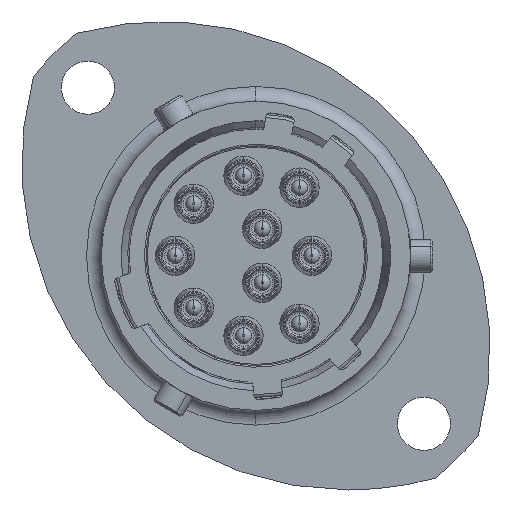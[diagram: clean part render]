
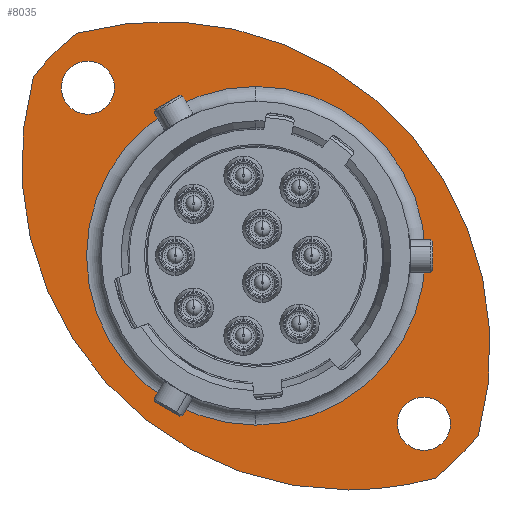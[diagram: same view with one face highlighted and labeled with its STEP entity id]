
A CAD part, left-side view. The second image highlights one B-rep face of the part: STEP entity #8035.
In plain terms, the highlighted planar face has unit normal (-1, 0, 0).
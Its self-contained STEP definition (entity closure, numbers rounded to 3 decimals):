
#367 = CARTESIAN_POINT ( 'NONE',  ( 11.424, -7.344, -8.259 ) ) ;
#395 = CARTESIAN_POINT ( 'NONE',  ( 11.424, 13.232, 12.318 ) ) ;
#634 = DIRECTION ( 'NONE',  ( 0., 0., 1. ) ) ;
#910 = AXIS2_PLACEMENT_3D ( 'NONE', #2084, #18070, #4393 ) ;
#1207 = AXIS2_PLACEMENT_3D ( 'NONE', #23252, #9713, #25531 ) ;
#1299 = DIRECTION ( 'NONE',  ( 0., 0., -1. ) ) ;
#2084 = CARTESIAN_POINT ( 'NONE',  ( 11.424, 13.232, 10.693 ) ) ;
#2975 = CARTESIAN_POINT ( 'NONE',  ( 11.424, -2.713, 6.061 ) ) ;
#3111 = AXIS2_PLACEMENT_3D ( 'NONE', #18858, #5183, #21118 ) ;
#3223 = AXIS2_PLACEMENT_3D ( 'NONE', #18001, #4324, #20289 ) ;
#3467 = PLANE ( 'NONE',  #18860 ) ;
#3916 = EDGE_CURVE ( 'NONE', #25566, #5185, #10515, .T. ) ;
#3933 = EDGE_CURVE ( 'NONE', #5904, #23837, #11237, .T. ) ;
#4324 = DIRECTION ( 'NONE',  ( -1., 0., 0. ) ) ;
#4393 = DIRECTION ( 'NONE',  ( 0., 0., -1. ) ) ;
#4442 = DIRECTION ( 'NONE',  ( -1., 0., 0. ) ) ;
#5183 = DIRECTION ( 'NONE',  ( 1., 0., 0. ) ) ;
#5185 = VERTEX_POINT ( 'NONE', #23752 ) ;
#5302 = DIRECTION ( 'NONE',  ( 0., 0., -1. ) ) ;
#5471 = CARTESIAN_POINT ( 'NONE',  ( 11.424, -8.045, -13.215 ) ) ;
#5597 = FACE_BOUND ( 'NONE', #12022, .T. ) ;
#5904 = VERTEX_POINT ( 'NONE', #17862 ) ;
#5909 = CIRCLE ( 'NONE', #1207, 20. ) ;
#5966 = ORIENTED_EDGE ( 'NONE', *, *, #28549, .T. ) ;
#6260 = CARTESIAN_POINT ( 'NONE',  ( 11.424, 13.934, 14.023 ) ) ;
#6487 = VERTEX_POINT ( 'NONE', #26492 ) ;
#7949 = VERTEX_POINT ( 'NONE', #367 ) ;
#8001 = EDGE_LOOP ( 'NONE', ( #12760, #23250, #22552, #17555, #19069 ) ) ;
#8035 = ADVANCED_FACE ( 'NONE', ( #11687, #23712, #5597, #29033 ), #3467, .F. ) ;
#8256 = CARTESIAN_POINT ( 'NONE',  ( 11.424, -10.675, -10.585 ) ) ;
#8660 = ORIENTED_EDGE ( 'NONE', *, *, #3933, .T. ) ;
#8789 = AXIS2_PLACEMENT_3D ( 'NONE', #18122, #4442, #20403 ) ;
#9258 = DIRECTION ( 'NONE',  ( -1., 0., 0. ) ) ;
#9713 = DIRECTION ( 'NONE',  ( -1., 0., 0. ) ) ;
#10142 = DIRECTION ( 'NONE',  ( 1., 0., 0. ) ) ;
#10303 = ORIENTED_EDGE ( 'NONE', *, *, #25400, .F. ) ;
#10515 = CIRCLE ( 'NONE', #21475, 17.5 ) ;
#10561 = AXIS2_PLACEMENT_3D ( 'NONE', #23686, #10142, #25966 ) ;
#10962 = CIRCLE ( 'NONE', #17796, 1.625 ) ;
#11237 = CIRCLE ( 'NONE', #3111, 10.37 ) ;
#11238 = VERTEX_POINT ( 'NONE', #395 ) ;
#11299 = DIRECTION ( 'NONE',  ( -1., 0., 0. ) ) ;
#11559 = DIRECTION ( 'NONE',  ( -1., 0., 0. ) ) ;
#11687 = FACE_BOUND ( 'NONE', #14886, .T. ) ;
#12022 = EDGE_LOOP ( 'NONE', ( #14347, #10303 ) ) ;
#12395 = AXIS2_PLACEMENT_3D ( 'NONE', #2975, #18982, #5302 ) ;
#12760 = ORIENTED_EDGE ( 'NONE', *, *, #14462, .T. ) ;
#13071 = VERTEX_POINT ( 'NONE', #8256 ) ;
#14228 = VERTEX_POINT ( 'NONE', #15406 ) ;
#14270 = DIRECTION ( 'NONE',  ( -1., 0., 0. ) ) ;
#14347 = ORIENTED_EDGE ( 'NONE', *, *, #28295, .F. ) ;
#14462 = EDGE_CURVE ( 'NONE', #5185, #28122, #16333, .T. ) ;
#14886 = EDGE_LOOP ( 'NONE', ( #8660, #5966 ) ) ;
#14952 = DIRECTION ( 'NONE',  ( 1., 0., 0. ) ) ;
#15406 = CARTESIAN_POINT ( 'NONE',  ( 11.424, 13.232, 9.068 ) ) ;
#15987 = CIRCLE ( 'NONE', #910, 1.625 ) ;
#16210 = CIRCLE ( 'NONE', #17531, 17.5 ) ;
#16333 = CIRCLE ( 'NONE', #8789, 20. ) ;
#16484 = EDGE_CURVE ( 'NONE', #13071, #25566, #5909, .T. ) ;
#16547 = VERTEX_POINT ( 'NONE', #5471 ) ;
#17531 = AXIS2_PLACEMENT_3D ( 'NONE', #24851, #11299, #27140 ) ;
#17555 = ORIENTED_EDGE ( 'NONE', *, *, #16484, .T. ) ;
#17796 = AXIS2_PLACEMENT_3D ( 'NONE', #22842, #9258, #25091 ) ;
#17862 = CARTESIAN_POINT ( 'NONE',  ( 11.424, 2.944, -9.966 ) ) ;
#18001 = CARTESIAN_POINT ( 'NONE',  ( 11.424, 13.232, 10.693 ) ) ;
#18048 = CARTESIAN_POINT ( 'NONE',  ( 11.424, 2.944, 10.774 ) ) ;
#18070 = DIRECTION ( 'NONE',  ( -1., 0., 0. ) ) ;
#18122 = CARTESIAN_POINT ( 'NONE',  ( 11.424, -2.713, 6.061 ) ) ;
#18858 = CARTESIAN_POINT ( 'NONE',  ( 11.424, 2.944, 0.404 ) ) ;
#18860 = AXIS2_PLACEMENT_3D ( 'NONE', #28537, #14952, #1299 ) ;
#18982 = DIRECTION ( 'NONE',  ( -1., 0., 0. ) ) ;
#19035 = EDGE_LOOP ( 'NONE', ( #23822, #27226 ) ) ;
#19069 = ORIENTED_EDGE ( 'NONE', *, *, #3916, .T. ) ;
#20289 = DIRECTION ( 'NONE',  ( 0., 0., -1. ) ) ;
#20403 = DIRECTION ( 'NONE',  ( 0., 0., -1. ) ) ;
#20898 = CIRCLE ( 'NONE', #10561, 10.37 ) ;
#21118 = DIRECTION ( 'NONE',  ( 0., 0., -1. ) ) ;
#21320 = CIRCLE ( 'NONE', #3223, 1.625 ) ;
#21475 = AXIS2_PLACEMENT_3D ( 'NONE', #27847, #14270, #634 ) ;
#22226 = EDGE_CURVE ( 'NONE', #14228, #11238, #15987, .T. ) ;
#22552 = ORIENTED_EDGE ( 'NONE', *, *, #26791, .T. ) ;
#22842 = CARTESIAN_POINT ( 'NONE',  ( 11.424, -7.344, -9.884 ) ) ;
#23250 = ORIENTED_EDGE ( 'NONE', *, *, #26885, .T. ) ;
#23252 = CARTESIAN_POINT ( 'NONE',  ( 11.424, 8.601, -5.253 ) ) ;
#23686 = CARTESIAN_POINT ( 'NONE',  ( 11.424, 2.944, 0.404 ) ) ;
#23712 = FACE_BOUND ( 'NONE', #19035, .T. ) ;
#23752 = CARTESIAN_POINT ( 'NONE',  ( 11.424, 16.563, 11.394 ) ) ;
#23822 = ORIENTED_EDGE ( 'NONE', *, *, #22226, .F. ) ;
#23837 = VERTEX_POINT ( 'NONE', #18048 ) ;
#24286 = CARTESIAN_POINT ( 'NONE',  ( 11.424, -2.713, -13.939 ) ) ;
#24851 = CARTESIAN_POINT ( 'NONE',  ( 11.424, 2.944, 0.404 ) ) ;
#25091 = DIRECTION ( 'NONE',  ( 0., 0., -1. ) ) ;
#25117 = CARTESIAN_POINT ( 'NONE',  ( 11.424, -7.344, -9.884 ) ) ;
#25400 = EDGE_CURVE ( 'NONE', #7949, #6487, #28856, .T. ) ;
#25531 = DIRECTION ( 'NONE',  ( 0., 0., -1. ) ) ;
#25566 = VERTEX_POINT ( 'NONE', #6260 ) ;
#25966 = DIRECTION ( 'NONE',  ( 0., 0., -1. ) ) ;
#26492 = CARTESIAN_POINT ( 'NONE',  ( 11.424, -7.344, -11.509 ) ) ;
#26743 = AXIS2_PLACEMENT_3D ( 'NONE', #25117, #11559, #27410 ) ;
#26791 = EDGE_CURVE ( 'NONE', #16547, #13071, #16210, .T. ) ;
#26885 = EDGE_CURVE ( 'NONE', #28122, #16547, #27143, .T. ) ;
#27140 = DIRECTION ( 'NONE',  ( 0., 0., 1. ) ) ;
#27143 = CIRCLE ( 'NONE', #12395, 20. ) ;
#27226 = ORIENTED_EDGE ( 'NONE', *, *, #27791, .F. ) ;
#27410 = DIRECTION ( 'NONE',  ( 0., 0., -1. ) ) ;
#27791 = EDGE_CURVE ( 'NONE', #11238, #14228, #21320, .T. ) ;
#27847 = CARTESIAN_POINT ( 'NONE',  ( 11.424, 2.944, 0.404 ) ) ;
#28122 = VERTEX_POINT ( 'NONE', #24286 ) ;
#28295 = EDGE_CURVE ( 'NONE', #6487, #7949, #10962, .T. ) ;
#28537 = CARTESIAN_POINT ( 'NONE',  ( 11.424, 12.414, 0.404 ) ) ;
#28549 = EDGE_CURVE ( 'NONE', #23837, #5904, #20898, .T. ) ;
#28856 = CIRCLE ( 'NONE', #26743, 1.625 ) ;
#29033 = FACE_OUTER_BOUND ( 'NONE', #8001, .T. ) ;
